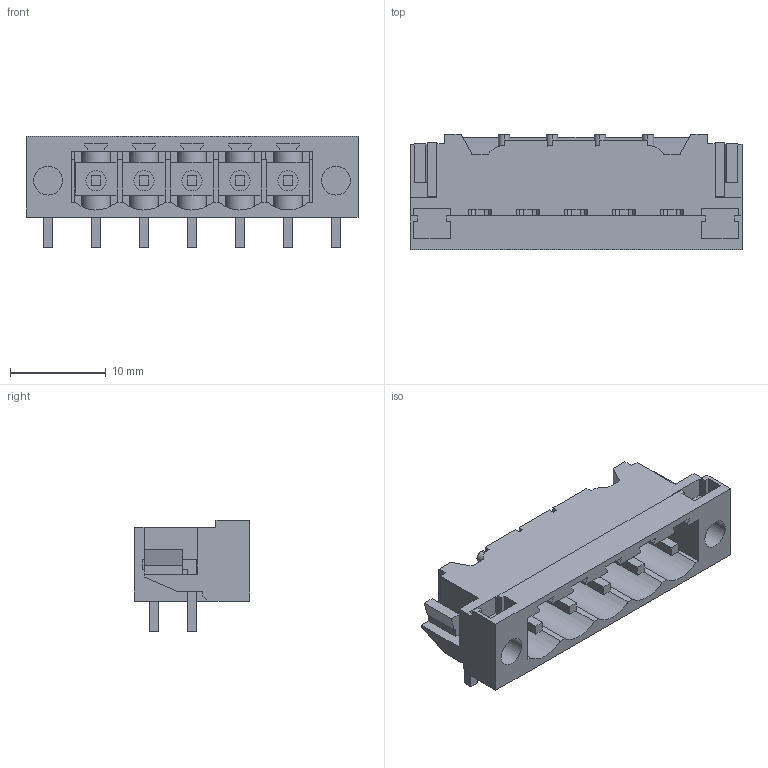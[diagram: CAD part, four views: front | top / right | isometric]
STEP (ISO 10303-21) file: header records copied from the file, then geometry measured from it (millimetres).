
FILE_DESCRIPTION(('CATIA V5 STEP Exchange','CAx-IF Rec.Pracs.--- Model Styling and Organization---1.2---2011-12-15'),'2;1');
FILE_NAME ('7601268_2_1840380000_1840380000.stp','2018-03-08T09:40:43+00:00',('none'),('Weidmueller'),'CATIA Version 5-6 Release 2014','CATIA V5 STEP AP214','none');
FILE_SCHEMA(('AUTOMOTIVE_DESIGN { 1 0 10303 214 1 1 1 1 }'));
Length unit declared in the file: millimetre
Products named in the file (1): 1840380000
Bounding box: 34.6 x 12 x 11.63 mm (x, y, z)
Volume: 1439.3 mm3; surface area: 3083.3 mm2
Topology: 8 solids, 8 shells, 416 faces, 1267 edges, 858 vertices
Faces by surface type: plane 356, cylinder 60
Entity records: 13438 total; most frequent: CARTESIAN_POINT 2614, ORIENTED_EDGE 2534, DIRECTION 1782, EDGE_CURVE 1267, VECTOR 1094, LINE 1094, VERTEX_POINT 858, EDGE_LOOP 431
